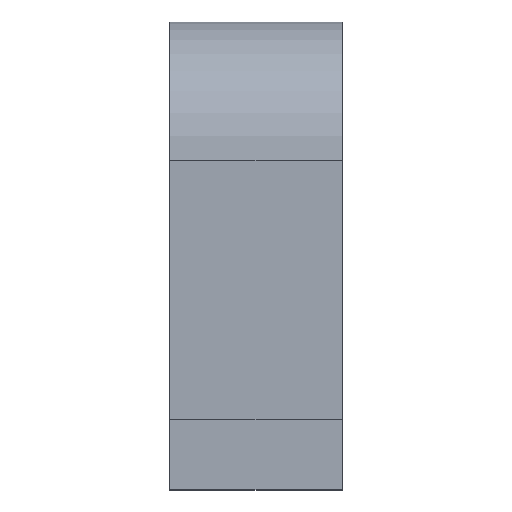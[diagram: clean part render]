
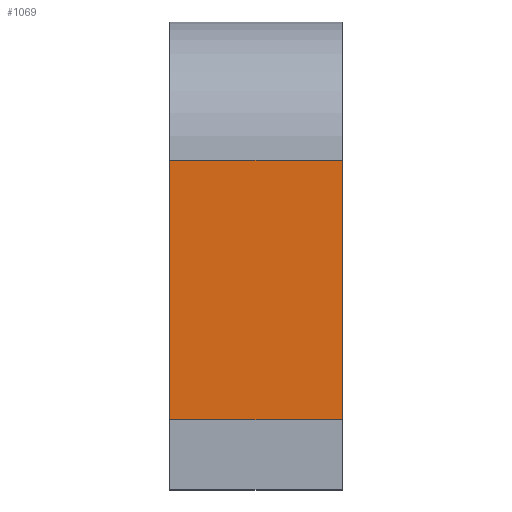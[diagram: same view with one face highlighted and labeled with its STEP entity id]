
A CAD part, top view. The second image highlights one B-rep face of the part: STEP entity #1069.
In plain terms, the highlighted planar face has unit normal (0, 0, 1).
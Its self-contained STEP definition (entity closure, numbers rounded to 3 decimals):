
#4 = DIRECTION ( 'NONE',  ( -1., 0., 0. ) ) ;
#26 = LINE ( 'NONE', #461, #1054 ) ;
#52 = CARTESIAN_POINT ( 'NONE',  ( 5., 0., 0. ) ) ;
#195 = AXIS2_PLACEMENT_3D ( 'NONE', #250, #504, #4 ) ;
#250 = CARTESIAN_POINT ( 'NONE',  ( 0., 38.468, 0. ) ) ;
#254 = ORIENTED_EDGE ( 'NONE', *, *, #787, .T. ) ;
#331 = CARTESIAN_POINT ( 'NONE',  ( 5., 7.5, 0. ) ) ;
#363 = DIRECTION ( 'NONE',  ( -1., 0., 0. ) ) ;
#392 = DIRECTION ( 'NONE',  ( 0., -1., 0. ) ) ;
#394 = EDGE_CURVE ( 'NONE', #1010, #1060, #26, .T. ) ;
#400 = VECTOR ( 'NONE', #1043, 1000. ) ;
#450 = EDGE_CURVE ( 'NONE', #1060, #855, #765, .T. ) ;
#461 = CARTESIAN_POINT ( 'NONE',  ( 0., 7.5, 0. ) ) ;
#504 = DIRECTION ( 'NONE',  ( 0., 0., -1. ) ) ;
#513 = EDGE_CURVE ( 'NONE', #1010, #842, #720, .T. ) ;
#567 = EDGE_LOOP ( 'NONE', ( #1018, #1015, #601, #254 ) ) ;
#601 = ORIENTED_EDGE ( 'NONE', *, *, #450, .T. ) ;
#629 = DIRECTION ( 'NONE',  ( 0., -1., 0. ) ) ;
#649 = CARTESIAN_POINT ( 'NONE',  ( 0., 0., 0. ) ) ;
#678 = VECTOR ( 'NONE', #392, 1000. ) ;
#702 = CARTESIAN_POINT ( 'NONE',  ( 0., 38.468, 0. ) ) ;
#720 = LINE ( 'NONE', #807, #678 ) ;
#765 = LINE ( 'NONE', #702, #1039 ) ;
#779 = FACE_OUTER_BOUND ( 'NONE', #567, .T. ) ;
#787 = EDGE_CURVE ( 'NONE', #855, #842, #930, .T. ) ;
#807 = CARTESIAN_POINT ( 'NONE',  ( 5., 38.468, 0. ) ) ;
#836 = CARTESIAN_POINT ( 'NONE',  ( 0., 7.5, 0. ) ) ;
#842 = VERTEX_POINT ( 'NONE', #52 ) ;
#855 = VERTEX_POINT ( 'NONE', #649 ) ;
#886 = CARTESIAN_POINT ( 'NONE',  ( 0., 0., 0. ) ) ;
#930 = LINE ( 'NONE', #886, #400 ) ;
#998 = PLANE ( 'NONE',  #195 ) ;
#1010 = VERTEX_POINT ( 'NONE', #331 ) ;
#1015 = ORIENTED_EDGE ( 'NONE', *, *, #394, .T. ) ;
#1018 = ORIENTED_EDGE ( 'NONE', *, *, #513, .F. ) ;
#1039 = VECTOR ( 'NONE', #629, 1000. ) ;
#1043 = DIRECTION ( 'NONE',  ( 1., 0., 0. ) ) ;
#1054 = VECTOR ( 'NONE', #363, 1000. ) ;
#1060 = VERTEX_POINT ( 'NONE', #836 ) ;
#1069 = ADVANCED_FACE ( 'NONE', ( #779 ), #998, .F. ) ;
